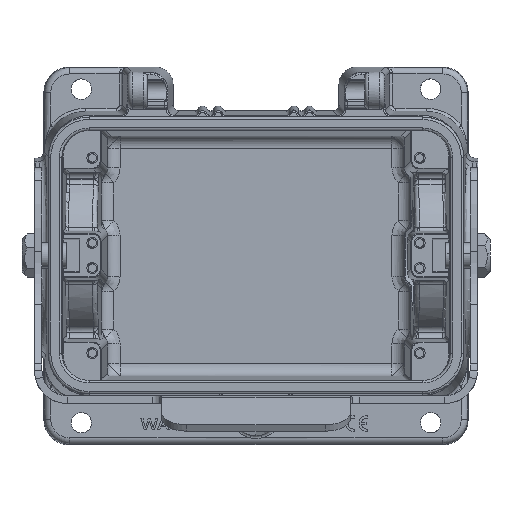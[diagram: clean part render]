
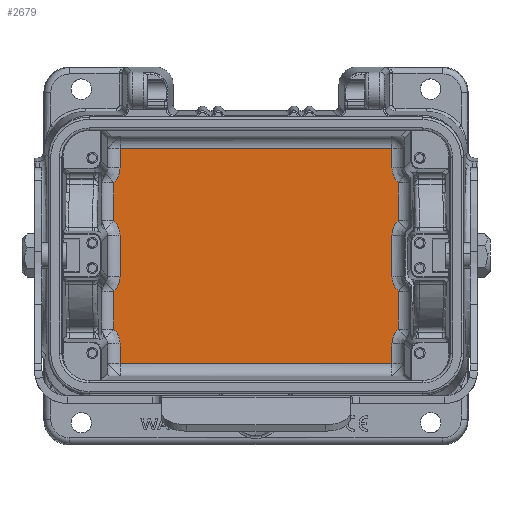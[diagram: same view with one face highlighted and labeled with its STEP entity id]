
A CAD part, top view. The second image highlights one B-rep face of the part: STEP entity #2679.
In plain terms, the highlighted planar face has unit normal (0, 0, 1).
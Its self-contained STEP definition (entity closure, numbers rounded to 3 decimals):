
#917=FACE_OUTER_BOUND('',#5671,.T.);
#1656=B_SPLINE_CURVE_WITH_KNOTS('',3,(#21972,#21973,#21974,#21975),
 .UNSPECIFIED.,.F.,.F.,(4,4),(0.,1.),.UNSPECIFIED.);
#1657=B_SPLINE_CURVE_WITH_KNOTS('',3,(#21997,#21998,#21999,#22000),
 .UNSPECIFIED.,.F.,.F.,(4,4),(0.,1.),.UNSPECIFIED.);
#1665=B_SPLINE_CURVE_WITH_KNOTS('',3,(#22101,#22102,#22103,#22104),
 .UNSPECIFIED.,.F.,.F.,(4,4),(0.,1.),.UNSPECIFIED.);
#1666=B_SPLINE_CURVE_WITH_KNOTS('',3,(#22126,#22127,#22128,#22129),
 .UNSPECIFIED.,.F.,.F.,(4,4),(0.,1.),.UNSPECIFIED.);
#1672=B_SPLINE_CURVE_WITH_KNOTS('',3,(#22207,#22208,#22209,#22210),
 .UNSPECIFIED.,.F.,.F.,(4,4),(0.,1.),.UNSPECIFIED.);
#1673=B_SPLINE_CURVE_WITH_KNOTS('',3,(#22232,#22233,#22234,#22235),
 .UNSPECIFIED.,.F.,.F.,(4,4),(0.,1.),.UNSPECIFIED.);
#1681=B_SPLINE_CURVE_WITH_KNOTS('',3,(#22348,#22349,#22350,#22351),
 .UNSPECIFIED.,.F.,.F.,(4,4),(0.,1.),.UNSPECIFIED.);
#1687=B_SPLINE_CURVE_WITH_KNOTS('',3,(#22453,#22454,#22455,#22456),
 .UNSPECIFIED.,.F.,.F.,(4,4),(0.,1.),.UNSPECIFIED.);
#2679=ADVANCED_FACE('NONE',(#917),#3278,.T.);
#3278=PLANE('',#14428);
#3788=LINE('',#22820,#4648);
#3789=LINE('',#22822,#4649);
#3791=LINE('',#22825,#4651);
#3792=LINE('',#22827,#4652);
#3795=LINE('',#22840,#4655);
#3796=LINE('',#22844,#4656);
#3797=LINE('',#22846,#4657);
#3798=LINE('',#22848,#4658);
#3799=LINE('',#22850,#4659);
#3802=LINE('',#22858,#4662);
#3865=LINE('',#23428,#4725);
#3866=LINE('',#23429,#4726);
#4648=VECTOR('',#16066,1.);
#4649=VECTOR('',#16069,1.);
#4651=VECTOR('',#16073,1.);
#4652=VECTOR('',#16076,1.);
#4655=VECTOR('',#16081,1.);
#4656=VECTOR('',#16086,1.);
#4657=VECTOR('',#16089,1.);
#4658=VECTOR('',#16092,1.);
#4659=VECTOR('',#16095,1.);
#4662=VECTOR('',#16102,1.);
#4725=VECTOR('',#16269,1.);
#4726=VECTOR('',#16270,1.);
#5671=EDGE_LOOP('',(#7799,#7800,#7801,#7802,#7803,#7804,#7805,#7806,#7807,
#7808,#7809,#7810,#7811,#7812,#7813,#7814,#7815,#7816,#7817,#7818));
#7799=ORIENTED_EDGE('',*,*,#12401,.T.);
#7800=ORIENTED_EDGE('',*,*,#12510,.T.);
#7801=ORIENTED_EDGE('',*,*,#12426,.T.);
#7802=ORIENTED_EDGE('',*,*,#12511,.T.);
#7803=ORIENTED_EDGE('',*,*,#12636,.T.);
#7804=ORIENTED_EDGE('',*,*,#12515,.T.);
#7805=ORIENTED_EDGE('',*,*,#12414,.T.);
#7806=ORIENTED_EDGE('',*,*,#12498,.T.);
#7807=ORIENTED_EDGE('',*,*,#12374,.T.);
#7808=ORIENTED_EDGE('',*,*,#12499,.T.);
#7809=ORIENTED_EDGE('',*,*,#12375,.T.);
#7810=ORIENTED_EDGE('',*,*,#12501,.T.);
#7811=ORIENTED_EDGE('',*,*,#12388,.T.);
#7812=ORIENTED_EDGE('',*,*,#12502,.T.);
#7813=ORIENTED_EDGE('',*,*,#12637,.T.);
#7814=ORIENTED_EDGE('',*,*,#12506,.T.);
#7815=ORIENTED_EDGE('',*,*,#12389,.T.);
#7816=ORIENTED_EDGE('',*,*,#12508,.T.);
#7817=ORIENTED_EDGE('',*,*,#12400,.T.);
#7818=ORIENTED_EDGE('',*,*,#12509,.T.);
#10881=VERTEX_POINT('',#21930);
#10882=VERTEX_POINT('',#21939);
#10884=VERTEX_POINT('',#21971);
#10885=VERTEX_POINT('',#22001);
#10886=VERTEX_POINT('',#22002);
#10889=VERTEX_POINT('',#22068);
#10891=VERTEX_POINT('',#22100);
#10892=VERTEX_POINT('',#22130);
#10893=VERTEX_POINT('',#22131);
#10895=VERTEX_POINT('',#22195);
#10897=VERTEX_POINT('',#22206);
#10898=VERTEX_POINT('',#22236);
#10899=VERTEX_POINT('',#22237);
#10901=VERTEX_POINT('',#22279);
#10903=VERTEX_POINT('',#22352);
#10910=VERTEX_POINT('',#22452);
#10942=VERTEX_POINT('',#22828);
#10945=VERTEX_POINT('',#22841);
#10946=VERTEX_POINT('',#22851);
#10949=VERTEX_POINT('',#22859);
#12374=EDGE_CURVE('NONE',#10882,#10884,#1656,.T.);
#12375=EDGE_CURVE('NONE',#10885,#10886,#1657,.T.);
#12388=EDGE_CURVE('NONE',#10889,#10891,#1665,.T.);
#12389=EDGE_CURVE('NONE',#10892,#10893,#1666,.T.);
#12400=EDGE_CURVE('NONE',#10895,#10897,#1672,.T.);
#12401=EDGE_CURVE('NONE',#10898,#10899,#1673,.T.);
#12414=EDGE_CURVE('NONE',#10903,#10881,#1681,.T.);
#12426=EDGE_CURVE('NONE',#10901,#10910,#1687,.T.);
#12498=EDGE_CURVE('NONE',#10881,#10882,#3788,.T.);
#12499=EDGE_CURVE('NONE',#10884,#10885,#3789,.T.);
#12501=EDGE_CURVE('NONE',#10886,#10889,#3791,.T.);
#12502=EDGE_CURVE('NONE',#10891,#10942,#3792,.T.);
#12506=EDGE_CURVE('NONE',#10945,#10892,#3795,.T.);
#12508=EDGE_CURVE('NONE',#10893,#10895,#3796,.T.);
#12509=EDGE_CURVE('NONE',#10897,#10898,#3797,.T.);
#12510=EDGE_CURVE('NONE',#10899,#10901,#3798,.T.);
#12511=EDGE_CURVE('NONE',#10910,#10946,#3799,.T.);
#12515=EDGE_CURVE('NONE',#10949,#10903,#3802,.T.);
#12636=EDGE_CURVE('NONE',#10946,#10949,#3865,.T.);
#12637=EDGE_CURVE('NONE',#10942,#10945,#3866,.T.);
#14428=AXIS2_PLACEMENT_3D('',#23430,#16271,#16272);
#16066=DIRECTION('',(0.,1.,0.));
#16069=DIRECTION('',(0.,1.,0.));
#16073=DIRECTION('',(0.,1.,0.));
#16076=DIRECTION('',(0.,1.,0.));
#16081=DIRECTION('',(0.,-1.,0.));
#16086=DIRECTION('',(0.,-1.,0.));
#16089=DIRECTION('',(0.,-1.,0.));
#16092=DIRECTION('',(0.,-1.,0.));
#16095=DIRECTION('',(0.,-1.,0.));
#16102=DIRECTION('',(0.,1.,0.));
#16269=DIRECTION('',(1.,0.,0.));
#16270=DIRECTION('',(-1.,0.,0.));
#16271=DIRECTION('',(0.,0.,1.));
#16272=DIRECTION('',(0.,1.,0.));
#21930=CARTESIAN_POINT('',(45.206,-23.264,-55.069));
#21939=CARTESIAN_POINT('',(45.206,-11.236,-55.069));
#21971=CARTESIAN_POINT('',(43.206,-6.546,-55.068));
#21972=CARTESIAN_POINT('',(45.206,-11.236,-55.069));
#21973=CARTESIAN_POINT('',(43.877,-9.955,-55.069));
#21974=CARTESIAN_POINT('',(43.21,-8.392,-55.069));
#21975=CARTESIAN_POINT('',(43.206,-6.546,-55.069));
#21997=CARTESIAN_POINT('',(43.206,6.546,-55.069));
#21998=CARTESIAN_POINT('',(43.21,8.392,-55.069));
#21999=CARTESIAN_POINT('',(43.877,9.955,-55.069));
#22000=CARTESIAN_POINT('',(45.206,11.236,-55.069));
#22001=CARTESIAN_POINT('',(43.206,6.546,-55.068));
#22002=CARTESIAN_POINT('',(45.206,11.236,-55.069));
#22068=CARTESIAN_POINT('',(45.206,23.264,-55.069));
#22100=CARTESIAN_POINT('',(43.206,27.954,-55.068));
#22101=CARTESIAN_POINT('',(45.206,23.264,-55.069));
#22102=CARTESIAN_POINT('',(43.877,24.545,-55.069));
#22103=CARTESIAN_POINT('',(43.21,26.108,-55.069));
#22104=CARTESIAN_POINT('',(43.206,27.954,-55.069));
#22126=CARTESIAN_POINT('',(-43.206,27.954,-55.069));
#22127=CARTESIAN_POINT('',(-43.21,26.108,-55.069));
#22128=CARTESIAN_POINT('',(-43.877,24.545,-55.069));
#22129=CARTESIAN_POINT('',(-45.206,23.264,-55.069));
#22130=CARTESIAN_POINT('',(-43.206,27.954,-55.068));
#22131=CARTESIAN_POINT('',(-45.206,23.264,-55.069));
#22195=CARTESIAN_POINT('',(-45.206,11.236,-55.069));
#22206=CARTESIAN_POINT('',(-43.206,6.546,-55.068));
#22207=CARTESIAN_POINT('',(-45.206,11.236,-55.069));
#22208=CARTESIAN_POINT('',(-43.877,9.955,-55.069));
#22209=CARTESIAN_POINT('',(-43.21,8.392,-55.069));
#22210=CARTESIAN_POINT('',(-43.206,6.546,-55.069));
#22232=CARTESIAN_POINT('',(-43.206,-6.546,-55.069));
#22233=CARTESIAN_POINT('',(-43.21,-8.392,-55.069));
#22234=CARTESIAN_POINT('',(-43.877,-9.955,-55.069));
#22235=CARTESIAN_POINT('',(-45.206,-11.236,-55.069));
#22236=CARTESIAN_POINT('',(-43.206,-6.546,-55.068));
#22237=CARTESIAN_POINT('',(-45.206,-11.236,-55.069));
#22279=CARTESIAN_POINT('',(-45.206,-23.264,-55.069));
#22348=CARTESIAN_POINT('',(43.206,-27.954,-55.069));
#22349=CARTESIAN_POINT('',(43.21,-26.108,-55.069));
#22350=CARTESIAN_POINT('',(43.877,-24.545,-55.069));
#22351=CARTESIAN_POINT('',(45.206,-23.264,-55.069));
#22352=CARTESIAN_POINT('',(43.206,-27.954,-55.068));
#22452=CARTESIAN_POINT('',(-43.206,-27.954,-55.068));
#22453=CARTESIAN_POINT('',(-45.206,-23.264,-55.069));
#22454=CARTESIAN_POINT('',(-43.877,-24.545,-55.069));
#22455=CARTESIAN_POINT('',(-43.21,-26.108,-55.069));
#22456=CARTESIAN_POINT('',(-43.206,-27.954,-55.069));
#22820=CARTESIAN_POINT('',(45.206,0.,-55.069));
#22822=CARTESIAN_POINT('',(43.206,0.,-55.069));
#22825=CARTESIAN_POINT('',(45.206,0.,-55.069));
#22827=CARTESIAN_POINT('',(43.206,0.,-55.069));
#22828=CARTESIAN_POINT('',(43.206,34.173,-55.069));
#22840=CARTESIAN_POINT('',(-43.206,0.,-55.069));
#22841=CARTESIAN_POINT('',(-43.206,34.173,-55.069));
#22844=CARTESIAN_POINT('',(-45.206,0.,-55.069));
#22846=CARTESIAN_POINT('',(-43.206,0.,-55.069));
#22848=CARTESIAN_POINT('',(-45.206,0.,-55.069));
#22850=CARTESIAN_POINT('',(-43.206,0.,-55.069));
#22851=CARTESIAN_POINT('',(-43.206,-34.173,-55.069));
#22858=CARTESIAN_POINT('',(43.206,0.,-55.069));
#22859=CARTESIAN_POINT('',(43.206,-34.173,-55.069));
#23428=CARTESIAN_POINT('',(49.436,-34.173,-55.069));
#23429=CARTESIAN_POINT('',(-49.424,34.173,-55.069));
#23430=CARTESIAN_POINT('',(0.,0.,-55.069));
